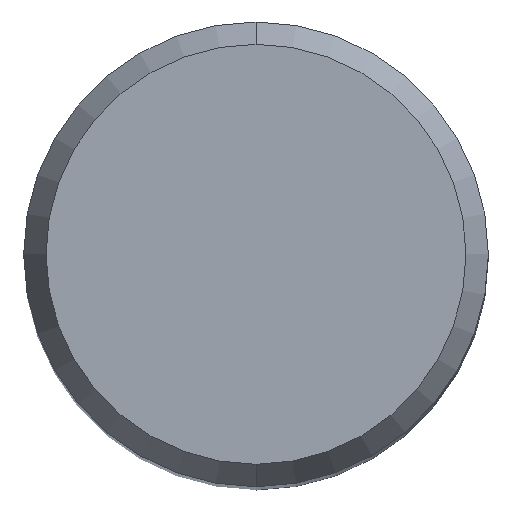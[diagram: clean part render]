
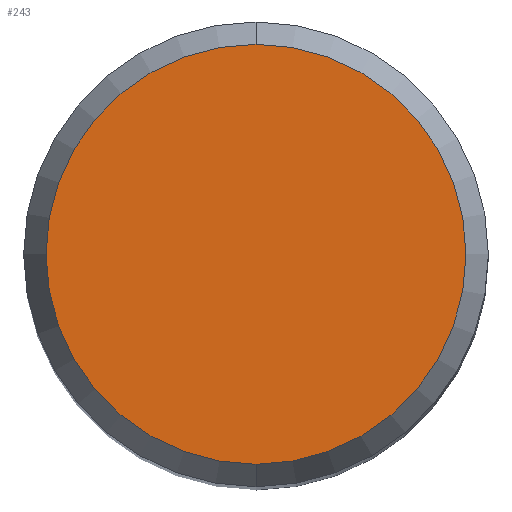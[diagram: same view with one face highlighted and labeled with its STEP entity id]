
A CAD part, top view. The second image highlights one B-rep face of the part: STEP entity #243.
In plain terms, the highlighted planar face has unit normal (0, 0, 1).
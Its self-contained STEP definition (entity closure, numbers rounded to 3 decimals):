
#127=EDGE_CURVE('',#173,#257,#330,.T.);
#173=VERTEX_POINT('',#380);
#243=ADVANCED_FACE('',(#463),#464,.T.);
#257=VERTEX_POINT('',#481);
#285=EDGE_CURVE('',#257,#173,#511,.T.);
#330=CIRCLE('',#553,4.304);
#380=CARTESIAN_POINT('',(0.0,4.304,0.01));
#463=FACE_OUTER_BOUND('',#724,.T.);
#464=PLANE('',#725);
#481=CARTESIAN_POINT('',(0.,-4.304,0.01));
#511=CIRCLE('',#786,4.304);
#553=AXIS2_PLACEMENT_3D('',#818,#819,#820);
#724=EDGE_LOOP('',(#978,#979));
#725=AXIS2_PLACEMENT_3D('',#980,#981,#982);
#786=AXIS2_PLACEMENT_3D('',#1046,#1047,#1048);
#818=CARTESIAN_POINT('',(0.0,0.0,0.01));
#819=DIRECTION('',(0.0,0.0,-1.0));
#820=DIRECTION('',(0.0,1.0,0.0));
#978=ORIENTED_EDGE('',*,*,#127,.F.);
#979=ORIENTED_EDGE('',*,*,#285,.F.);
#980=CARTESIAN_POINT('',(0.0,2.152,0.01));
#981=DIRECTION('',(-0.0,0.0,1.0));
#982=DIRECTION('',(0.0,-1.0,0.0));
#1046=CARTESIAN_POINT('',(0.0,0.0,0.01));
#1047=DIRECTION('',(0.0,0.0,-1.0));
#1048=DIRECTION('',(0.0,1.0,0.0));
